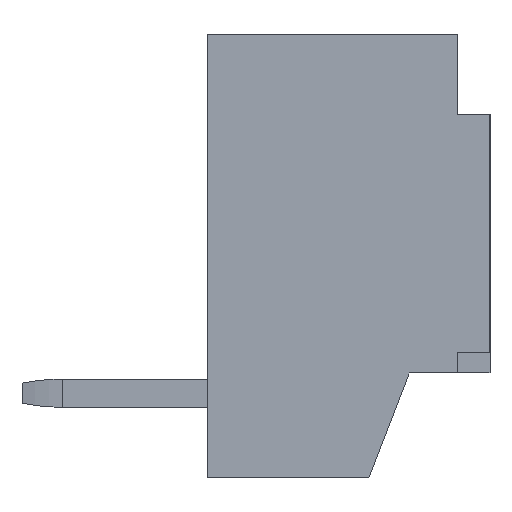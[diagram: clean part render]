
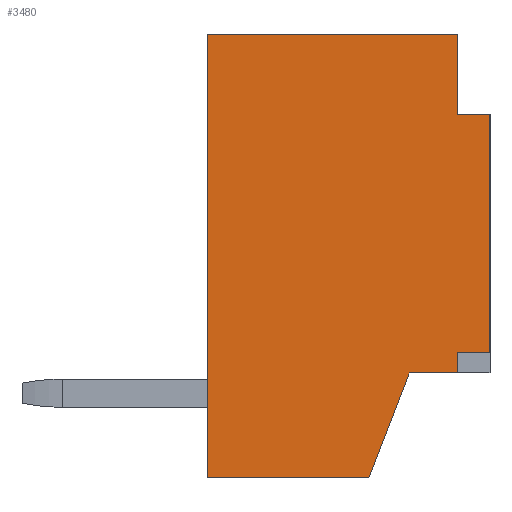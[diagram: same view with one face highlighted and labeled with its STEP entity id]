
A CAD part, left-side view. The second image highlights one B-rep face of the part: STEP entity #3480.
In plain terms, the highlighted planar face has unit normal (-1, 0, 0).
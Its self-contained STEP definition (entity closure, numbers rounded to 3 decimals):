
#9=DIRECTION('',(0.,-1.,0.));
#10=VECTOR('',#9,2.);
#11=CARTESIAN_POINT('',(-4.625,1.75,-2.75));
#12=LINE('',#11,#10);
#25=DIRECTION('',(0.,0.,1.));
#26=VECTOR('',#25,0.25);
#27=CARTESIAN_POINT('',(-4.625,-1.35,-1.45));
#28=LINE('',#27,#26);
#29=DIRECTION('',(0.,1.,0.));
#30=VECTOR('',#29,0.6);
#31=CARTESIAN_POINT('',(-4.625,-1.35,-1.45));
#32=LINE('',#31,#30);
#33=DIRECTION('',(0.,-0.359,0.933));
#34=VECTOR('',#33,1.393);
#35=CARTESIAN_POINT('',(-4.625,-0.25,-2.75));
#36=LINE('',#35,#34);
#37=DIRECTION('',(0.,0.,1.));
#38=VECTOR('',#37,5.5);
#39=CARTESIAN_POINT('',(-4.625,1.75,-2.75));
#40=LINE('',#39,#38);
#41=DIRECTION('',(0.,0.,-1.));
#42=VECTOR('',#41,1.);
#43=CARTESIAN_POINT('',(-4.625,-1.35,2.75));
#44=LINE('',#43,#42);
#45=DIRECTION('',(0.,1.,0.));
#46=VECTOR('',#45,0.4);
#47=CARTESIAN_POINT('',(-4.625,-1.75,1.75));
#48=LINE('',#47,#46);
#49=DIRECTION('',(0.,1.,0.));
#50=VECTOR('',#49,0.4);
#51=CARTESIAN_POINT('',(-4.625,-1.75,-1.2));
#52=LINE('',#51,#50);
#161=DIRECTION('',(0.,0.,1.));
#162=VECTOR('',#161,2.95);
#163=CARTESIAN_POINT('',(-4.625,-1.75,-1.2));
#164=LINE('',#163,#162);
#253=DIRECTION('',(0.,-1.,0.));
#254=VECTOR('',#253,3.1);
#255=CARTESIAN_POINT('',(-4.625,1.75,2.75));
#256=LINE('',#255,#254);
#2601=CARTESIAN_POINT('',(-4.625,1.75,-2.75));
#2602=CARTESIAN_POINT('',(-4.625,1.75,2.75));
#2603=VERTEX_POINT('',#2601);
#2604=VERTEX_POINT('',#2602);
#2633=CARTESIAN_POINT('',(-4.625,-1.75,1.75));
#2634=CARTESIAN_POINT('',(-4.625,-1.35,1.75));
#2635=VERTEX_POINT('',#2633);
#2636=VERTEX_POINT('',#2634);
#2649=CARTESIAN_POINT('',(-4.625,-1.35,2.75));
#2650=VERTEX_POINT('',#2649);
#3141=CARTESIAN_POINT('',(-4.625,-0.25,-2.75));
#3143=VERTEX_POINT('',#3141);
#3149=CARTESIAN_POINT('',(-4.625,-0.75,-1.45));
#3150=VERTEX_POINT('',#3149);
#3257=CARTESIAN_POINT('',(-4.625,-1.35,-1.45));
#3258=CARTESIAN_POINT('',(-4.625,-1.35,-1.2));
#3259=VERTEX_POINT('',#3257);
#3260=VERTEX_POINT('',#3258);
#3261=CARTESIAN_POINT('',(-4.625,-1.75,-1.2));
#3262=VERTEX_POINT('',#3261);
#3455=CARTESIAN_POINT('',(-4.625,1.75,-2.75));
#3456=DIRECTION('',(-1.,0.,0.));
#3457=DIRECTION('',(0.,-1.,0.));
#3458=AXIS2_PLACEMENT_3D('',#3455,#3456,#3457);
#3459=PLANE('',#3458);
#3461=ORIENTED_EDGE('',*,*,#3460,.F.);
#3463=ORIENTED_EDGE('',*,*,#3462,.T.);
#3464=ORIENTED_EDGE('',*,*,#3431,.F.);
#3465=ORIENTED_EDGE('',*,*,#3404,.F.);
#3467=ORIENTED_EDGE('',*,*,#3466,.T.);
#3469=ORIENTED_EDGE('',*,*,#3468,.T.);
#3471=ORIENTED_EDGE('',*,*,#3470,.T.);
#3473=ORIENTED_EDGE('',*,*,#3472,.F.);
#3475=ORIENTED_EDGE('',*,*,#3474,.F.);
#3477=ORIENTED_EDGE('',*,*,#3476,.T.);
#3478=EDGE_LOOP('',(#3461,#3463,#3464,#3465,#3467,#3469,#3471,#3473,#3475,
#3477));
#3479=FACE_OUTER_BOUND('',#3478,.F.);
#3480=ADVANCED_FACE('',(#3479),#3459,.T.);
#3404=EDGE_CURVE('',#2603,#3143,#12,.T.);
#3431=EDGE_CURVE('',#3143,#3150,#36,.T.);
#3460=EDGE_CURVE('',#3259,#3260,#28,.T.);
#3462=EDGE_CURVE('',#3259,#3150,#32,.T.);
#3466=EDGE_CURVE('',#2603,#2604,#40,.T.);
#3468=EDGE_CURVE('',#2604,#2650,#256,.T.);
#3470=EDGE_CURVE('',#2650,#2636,#44,.T.);
#3472=EDGE_CURVE('',#2635,#2636,#48,.T.);
#3474=EDGE_CURVE('',#3262,#2635,#164,.T.);
#3476=EDGE_CURVE('',#3262,#3260,#52,.T.);
